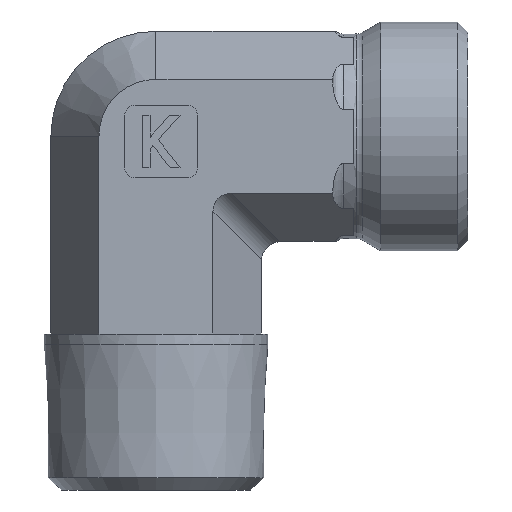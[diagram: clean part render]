
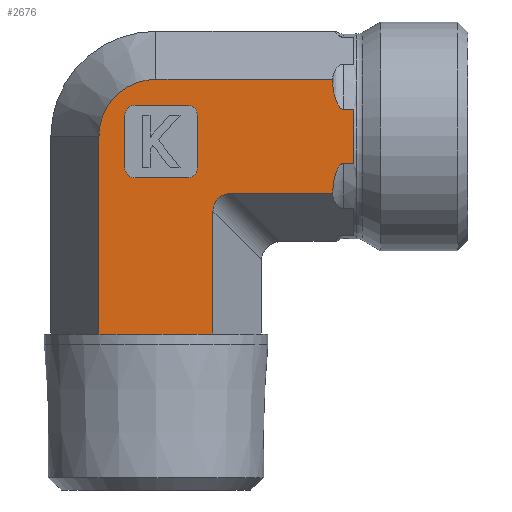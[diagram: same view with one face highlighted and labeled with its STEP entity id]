
A CAD part, left-side view. The second image highlights one B-rep face of the part: STEP entity #2676.
In plain terms, the highlighted planar face has unit normal (-1, 0, 0).
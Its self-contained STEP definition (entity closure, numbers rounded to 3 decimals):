
#365=CARTESIAN_POINT('',(-28.485,15.029,0.0));
#366=VERTEX_POINT('',#365);
#373=CARTESIAN_POINT('',(-28.485,14.594,0.0));
#374=VERTEX_POINT('',#373);
#382=CARTESIAN_POINT('',(-28.485,15.029,0.0));
#383=DIRECTION('',(0.0,-1.0,0.0));
#384=VECTOR('',#383,0.435);
#385=LINE('',#382,#384);
#386=EDGE_CURVE('',#366,#374,#385,.T.);
#429=CARTESIAN_POINT('',(-28.485,4.059,0.0));
#430=VERTEX_POINT('',#429);
#439=CARTESIAN_POINT('',(-28.485,4.494,0.0));
#440=VERTEX_POINT('',#439);
#441=CARTESIAN_POINT('',(-28.485,4.494,0.0));
#442=DIRECTION('',(0.0,-1.0,0.0));
#443=VECTOR('',#442,0.435);
#444=LINE('',#441,#443);
#445=EDGE_CURVE('',#440,#430,#444,.T.);
#570=CARTESIAN_POINT('',(-28.485,14.594,0.0));
#571=DIRECTION('',(0.0,-1.0,0.0));
#572=VECTOR('',#571,10.1);
#573=LINE('',#570,#572);
#574=EDGE_CURVE('',#374,#440,#573,.T.);
#810=CARTESIAN_POINT('',(-28.485,-7.456,13.515));
#811=VERTEX_POINT('',#810);
#812=CARTESIAN_POINT('',(-28.485,-7.456,13.759));
#813=VERTEX_POINT('',#812);
#814=CARTESIAN_POINT('',(-28.485,-7.456,13.515));
#815=DIRECTION('',(0.0,0.0,1.0));
#816=VECTOR('',#815,0.243);
#817=LINE('',#814,#816);
#818=EDGE_CURVE('',#811,#813,#817,.T.);
#843=CARTESIAN_POINT('',(-28.485,-7.456,24.485));
#844=VERTEX_POINT('',#843);
#853=CARTESIAN_POINT('',(-28.485,-7.456,24.241));
#854=VERTEX_POINT('',#853);
#855=CARTESIAN_POINT('',(-28.485,-7.456,24.241));
#856=DIRECTION('',(0.0,0.0,1.0));
#857=VECTOR('',#856,0.243);
#858=LINE('',#855,#857);
#859=EDGE_CURVE('',#854,#844,#858,.T.);
#967=CARTESIAN_POINT('',(-28.485,-8.456,16.398));
#968=VERTEX_POINT('',#967);
#969=CARTESIAN_POINT('',(-28.485,-7.456,13.759));
#970=CARTESIAN_POINT('',(-28.485,-7.456,14.415));
#971=CARTESIAN_POINT('',(-28.485,-7.61,15.188));
#972=CARTESIAN_POINT('',(-28.485,-7.964,15.958));
#973=CARTESIAN_POINT('',(-28.485,-8.073,16.16));
#974=CARTESIAN_POINT('',(-28.485,-8.251,16.321));
#975=CARTESIAN_POINT('',(-28.485,-8.299,16.355));
#976=CARTESIAN_POINT('',(-28.485,-8.377,16.388));
#977=CARTESIAN_POINT('',(-28.485,-8.42,16.398));
#978=CARTESIAN_POINT('',(-28.485,-8.456,16.398));
#979=B_SPLINE_CURVE_WITH_KNOTS('',3,(#969,#970,#971,#972,#973,#974,#975,#976,#977,#978),.UNSPECIFIED.,.F.,.U.,(4,2,2,2,4),(0.216,0.413,0.471,0.485,0.496),.UNSPECIFIED.);
#980=EDGE_CURVE('',#813,#968,#979,.T.);
#1075=CARTESIAN_POINT('',(-28.485,-8.456,21.602));
#1076=VERTEX_POINT('',#1075);
#1077=CARTESIAN_POINT('',(-28.485,-8.456,21.602));
#1078=CARTESIAN_POINT('',(-28.485,-8.42,21.602));
#1079=CARTESIAN_POINT('',(-28.485,-8.377,21.612));
#1080=CARTESIAN_POINT('',(-28.485,-8.299,21.645));
#1081=CARTESIAN_POINT('',(-28.485,-8.251,21.679));
#1082=CARTESIAN_POINT('',(-28.485,-8.073,21.84));
#1083=CARTESIAN_POINT('',(-28.485,-7.964,22.042));
#1084=CARTESIAN_POINT('',(-28.485,-7.61,22.812));
#1085=CARTESIAN_POINT('',(-28.485,-7.456,23.585));
#1086=CARTESIAN_POINT('',(-28.485,-7.456,24.241));
#1087=B_SPLINE_CURVE_WITH_KNOTS('',3,(#1077,#1078,#1079,#1080,#1081,#1082,#1083,#1084,#1085,#1086),.UNSPECIFIED.,.F.,.U.,(4,2,2,2,4),(0.496,0.507,0.522,0.579,0.776),.UNSPECIFIED.);
#1088=EDGE_CURVE('',#1076,#854,#1087,.T.);
#1205=CARTESIAN_POINT('',(-28.485,-9.456,21.602));
#1206=VERTEX_POINT('',#1205);
#1207=CARTESIAN_POINT('',(-28.485,-9.456,21.602));
#1208=DIRECTION('',(0.0,1.0,0.0));
#1209=VECTOR('',#1208,1.);
#1210=LINE('',#1207,#1209);
#1211=EDGE_CURVE('',#1206,#1076,#1210,.T.);
#1213=CARTESIAN_POINT('',(-28.485,-9.456,16.398));
#1214=VERTEX_POINT('',#1213);
#1222=CARTESIAN_POINT('',(-28.485,-8.456,16.398));
#1223=DIRECTION('',(0.0,-1.0,0.0));
#1224=VECTOR('',#1223,1.);
#1225=LINE('',#1222,#1224);
#1226=EDGE_CURVE('',#968,#1214,#1225,.T.);
#1606=CARTESIAN_POINT('',(-28.485,-9.456,16.398));
#1607=DIRECTION('',(0.0,0.0,1.0));
#1608=VECTOR('',#1607,5.205);
#1609=LINE('',#1606,#1608);
#1610=EDGE_CURVE('',#1214,#1206,#1609,.T.);
#2023=CARTESIAN_POINT('',(-28.485,5.544,21.));
#2024=VERTEX_POINT('',#2023);
#2031=CARTESIAN_POINT('',(-28.485,6.544,22.));
#2032=VERTEX_POINT('',#2031);
#2033=CARTESIAN_POINT('',(-28.485,6.544,21.));
#2034=DIRECTION('',(-1.0,0.0,0.0));
#2035=DIRECTION('',(0.0,-0.707,0.707));
#2036=AXIS2_PLACEMENT_3D('',#2033,#2034,#2035);
#2037=CIRCLE('',#2036,1.0);
#2038=EDGE_CURVE('',#2024,#2032,#2037,.T.);
#2055=CARTESIAN_POINT('',(-28.485,11.544,22.));
#2056=VERTEX_POINT('',#2055);
#2057=CARTESIAN_POINT('',(-28.485,11.544,22.));
#2058=DIRECTION('',(0.0,-1.0,0.0));
#2059=VECTOR('',#2058,5.0);
#2060=LINE('',#2057,#2059);
#2061=EDGE_CURVE('',#2056,#2032,#2060,.T.);
#2096=CARTESIAN_POINT('',(-28.485,6.544,15.));
#2097=VERTEX_POINT('',#2096);
#2104=CARTESIAN_POINT('',(-28.485,5.544,16.));
#2105=VERTEX_POINT('',#2104);
#2106=CARTESIAN_POINT('',(-28.485,6.544,16.));
#2107=DIRECTION('',(-1.0,0.0,0.0));
#2108=DIRECTION('',(0.0,-0.707,-0.707));
#2109=AXIS2_PLACEMENT_3D('',#2106,#2107,#2108);
#2110=CIRCLE('',#2109,1.0);
#2111=EDGE_CURVE('',#2097,#2105,#2110,.T.);
#2135=CARTESIAN_POINT('',(-28.485,5.544,21.));
#2136=DIRECTION('',(0.0,0.0,-1.0));
#2137=VECTOR('',#2136,5.);
#2138=LINE('',#2135,#2137);
#2139=EDGE_CURVE('',#2024,#2105,#2138,.T.);
#2160=CARTESIAN_POINT('',(-28.485,12.544,16.));
#2161=VERTEX_POINT('',#2160);
#2168=CARTESIAN_POINT('',(-28.485,11.544,15.));
#2169=VERTEX_POINT('',#2168);
#2170=CARTESIAN_POINT('',(-28.485,11.544,16.));
#2171=DIRECTION('',(-1.0,0.0,0.0));
#2172=DIRECTION('',(0.0,0.707,-0.707));
#2173=AXIS2_PLACEMENT_3D('',#2170,#2171,#2172);
#2174=CIRCLE('',#2173,1.0);
#2175=EDGE_CURVE('',#2161,#2169,#2174,.T.);
#2199=CARTESIAN_POINT('',(-28.485,6.544,15.));
#2200=DIRECTION('',(0.0,1.0,0.0));
#2201=VECTOR('',#2200,5.);
#2202=LINE('',#2199,#2201);
#2203=EDGE_CURVE('',#2097,#2169,#2202,.T.);
#2223=CARTESIAN_POINT('',(-28.485,12.544,21.));
#2224=VERTEX_POINT('',#2223);
#2225=CARTESIAN_POINT('',(-28.485,11.544,21.));
#2226=DIRECTION('',(-1.0,0.0,0.0));
#2227=DIRECTION('',(0.0,0.707,0.707));
#2228=AXIS2_PLACEMENT_3D('',#2225,#2226,#2227);
#2229=CIRCLE('',#2228,1.0);
#2230=EDGE_CURVE('',#2056,#2224,#2229,.T.);
#2254=CARTESIAN_POINT('',(-28.485,12.544,16.));
#2255=DIRECTION('',(0.0,0.0,1.0));
#2256=VECTOR('',#2255,5.0);
#2257=LINE('',#2254,#2256);
#2258=EDGE_CURVE('',#2161,#2224,#2257,.T.);
#2376=CARTESIAN_POINT('',(-28.485,2.327,13.515));
#2377=VERTEX_POINT('',#2376);
#2384=CARTESIAN_POINT('',(-28.485,4.059,11.783));
#2385=VERTEX_POINT('',#2384);
#2386=CARTESIAN_POINT('',(-28.485,1.75,11.206));
#2387=DIRECTION('',(-1.0,0.0,0.0));
#2388=DIRECTION('',(0.0,0.707,0.707));
#2389=AXIS2_PLACEMENT_3D('',#2386,#2387,#2388);
#2390=ELLIPSE('',#2389,2.582,2.0);
#2391=EDGE_CURVE('',#2377,#2385,#2390,.T.);
#2445=CARTESIAN_POINT('',(-28.485,4.059,0.0));
#2446=DIRECTION('',(0.0,0.0,1.0));
#2447=VECTOR('',#2446,11.783);
#2448=LINE('',#2445,#2447);
#2449=EDGE_CURVE('',#430,#2385,#2448,.T.);
#2527=CARTESIAN_POINT('',(-28.485,15.029,19.0));
#2528=VERTEX_POINT('',#2527);
#2535=CARTESIAN_POINT('',(-28.485,9.544,24.485));
#2536=VERTEX_POINT('',#2535);
#2537=CARTESIAN_POINT('',(-28.485,9.544,19.0));
#2538=DIRECTION('',(-1.0,0.0,0.0));
#2539=DIRECTION('',(0.0,0.0,1.0));
#2540=AXIS2_PLACEMENT_3D('',#2537,#2538,#2539);
#2541=CIRCLE('',#2540,5.485);
#2542=EDGE_CURVE('',#2536,#2528,#2541,.T.);
#2560=CARTESIAN_POINT('',(-28.485,2.327,13.515));
#2561=DIRECTION('',(0.0,-1.0,0.0));
#2562=VECTOR('',#2561,9.783);
#2563=LINE('',#2560,#2562);
#2564=EDGE_CURVE('',#2377,#811,#2563,.T.);
#2590=CARTESIAN_POINT('',(-28.485,9.544,24.485));
#2591=DIRECTION('',(0.0,-1.0,0.0));
#2592=VECTOR('',#2591,17.0);
#2593=LINE('',#2590,#2592);
#2594=EDGE_CURVE('',#2536,#844,#2593,.T.);
#2638=CARTESIAN_POINT('',(-28.485,4.059,0.0));
#2639=DIRECTION('',(-1.0,0.0,0.0));
#2640=DIRECTION('',(0.0,0.0,1.0));
#2641=AXIS2_PLACEMENT_3D('',#2638,#2639,#2640);
#2642=PLANE('',#2641);
#2643=ORIENTED_EDGE('',*,*,#859,.T.);
#2644=ORIENTED_EDGE('',*,*,#2594,.F.);
#2645=ORIENTED_EDGE('',*,*,#2542,.T.);
#2646=CARTESIAN_POINT('',(-28.485,15.029,0.0));
#2647=DIRECTION('',(0.0,0.0,1.0));
#2648=VECTOR('',#2647,19.0);
#2649=LINE('',#2646,#2648);
#2650=EDGE_CURVE('',#366,#2528,#2649,.T.);
#2651=ORIENTED_EDGE('',*,*,#2650,.F.);
#2652=ORIENTED_EDGE('',*,*,#386,.T.);
#2653=ORIENTED_EDGE('',*,*,#574,.T.);
#2654=ORIENTED_EDGE('',*,*,#445,.T.);
#2655=ORIENTED_EDGE('',*,*,#2449,.T.);
#2656=ORIENTED_EDGE('',*,*,#2391,.F.);
#2657=ORIENTED_EDGE('',*,*,#2564,.T.);
#2658=ORIENTED_EDGE('',*,*,#818,.T.);
#2659=ORIENTED_EDGE('',*,*,#980,.T.);
#2660=ORIENTED_EDGE('',*,*,#1226,.T.);
#2661=ORIENTED_EDGE('',*,*,#1610,.T.);
#2662=ORIENTED_EDGE('',*,*,#1211,.T.);
#2663=ORIENTED_EDGE('',*,*,#1088,.T.);
#2664=EDGE_LOOP('',(#2643,#2644,#2645,#2651,#2652,#2653,#2654,#2655,#2656,#2657,#2658,#2659,#2660,#2661,#2662,#2663));
#2665=FACE_OUTER_BOUND('',#2664,.T.);
#2666=ORIENTED_EDGE('',*,*,#2203,.T.);
#2667=ORIENTED_EDGE('',*,*,#2175,.F.);
#2668=ORIENTED_EDGE('',*,*,#2258,.T.);
#2669=ORIENTED_EDGE('',*,*,#2230,.F.);
#2670=ORIENTED_EDGE('',*,*,#2061,.T.);
#2671=ORIENTED_EDGE('',*,*,#2038,.F.);
#2672=ORIENTED_EDGE('',*,*,#2139,.T.);
#2673=ORIENTED_EDGE('',*,*,#2111,.F.);
#2674=EDGE_LOOP('',(#2666,#2667,#2668,#2669,#2670,#2671,#2672,#2673));
#2675=FACE_BOUND('',#2674,.T.);
#2676=ADVANCED_FACE('',(#2665,#2675),#2642,.T.);
